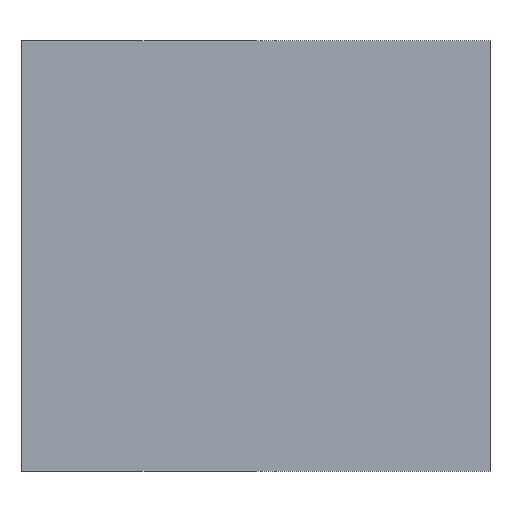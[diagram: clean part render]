
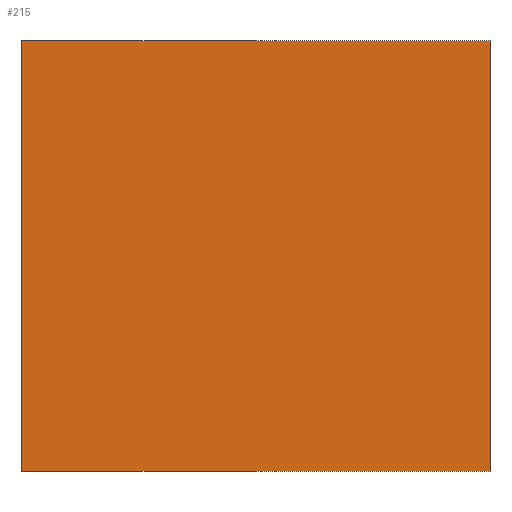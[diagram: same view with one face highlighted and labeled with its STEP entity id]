
A CAD part, front view. The second image highlights one B-rep face of the part: STEP entity #215.
In plain terms, the highlighted planar face has unit normal (0, -1, 0).
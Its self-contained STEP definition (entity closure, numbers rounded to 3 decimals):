
#38=PLANE('',#253);
#52=FACE_OUTER_BOUND('',#70,.T.);
#70=EDGE_LOOP('',(#190,#191,#192,#193));
#77=LINE('',#354,#93);
#81=LINE('',#362,#97);
#84=LINE('',#368,#100);
#87=LINE('',#373,#103);
#93=VECTOR('',#293,10.);
#97=VECTOR('',#299,10.);
#100=VECTOR('',#304,10.);
#103=VECTOR('',#309,10.);
#118=VERTEX_POINT('',#352);
#119=VERTEX_POINT('',#353);
#122=VERTEX_POINT('',#361);
#124=VERTEX_POINT('',#367);
#137=EDGE_CURVE('',#118,#119,#77,.T.);
#141=EDGE_CURVE('',#119,#122,#81,.T.);
#144=EDGE_CURVE('',#122,#124,#84,.T.);
#147=EDGE_CURVE('',#124,#118,#87,.T.);
#190=ORIENTED_EDGE('',*,*,#147,.T.);
#191=ORIENTED_EDGE('',*,*,#137,.T.);
#192=ORIENTED_EDGE('',*,*,#141,.T.);
#193=ORIENTED_EDGE('',*,*,#144,.T.);
#215=ADVANCED_FACE('',(#52),#38,.F.);
#253=AXIS2_PLACEMENT_3D('',#376,#313,#314);
#293=DIRECTION('',(0.,0.,1.));
#299=DIRECTION('',(-1.,0.,0.));
#304=DIRECTION('',(0.,0.,-1.));
#309=DIRECTION('',(1.,0.,0.));
#313=DIRECTION('center_axis',(0.,1.,0.));
#314=DIRECTION('ref_axis',(1.,0.,0.));
#352=CARTESIAN_POINT('',(6.25,0.,-5.75));
#353=CARTESIAN_POINT('',(6.25,0.,5.75));
#354=CARTESIAN_POINT('',(6.25,0.,-5.75));
#361=CARTESIAN_POINT('',(-6.25,0.,5.75));
#362=CARTESIAN_POINT('',(6.25,0.,5.75));
#367=CARTESIAN_POINT('',(-6.25,0.,-5.75));
#368=CARTESIAN_POINT('',(-6.25,0.,5.75));
#373=CARTESIAN_POINT('',(-6.25,0.,-5.75));
#376=CARTESIAN_POINT('Origin',(0.,0.,0.));
